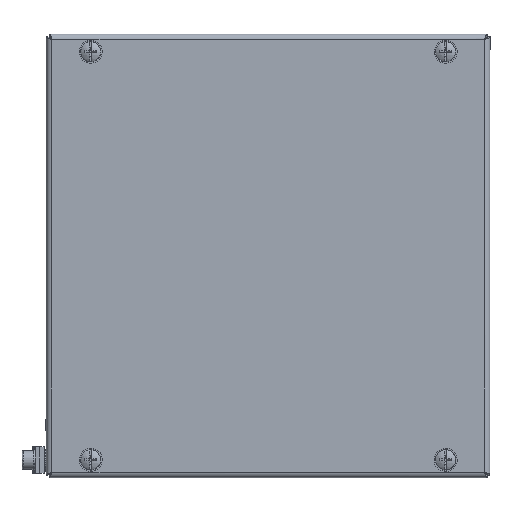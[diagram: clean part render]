
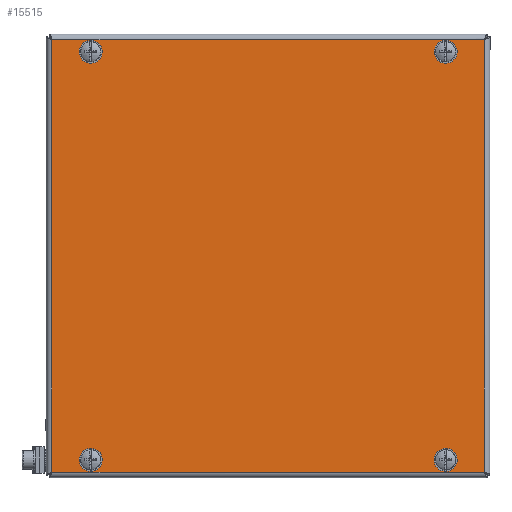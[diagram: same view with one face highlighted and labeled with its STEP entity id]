
A CAD part, top view. The second image highlights one B-rep face of the part: STEP entity #15515.
In plain terms, the highlighted face is planar.
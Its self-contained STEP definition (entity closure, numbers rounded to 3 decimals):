
#192 = FACE_BOUND ( 'NONE', #16614, .T. ) ;
#226 = CARTESIAN_POINT ( 'NONE',  ( -100., 100., 0. ) ) ;
#811 = DIRECTION ( 'NONE',  ( 0., 0., -1. ) ) ;
#1186 = DIRECTION ( 'NONE',  ( -1., 0., 0. ) ) ;
#1427 = CARTESIAN_POINT ( 'NONE',  ( -80., -92., 0. ) ) ;
#1477 = DIRECTION ( 'NONE',  ( 0., 0., -1. ) ) ;
#2300 = EDGE_LOOP ( 'NONE', ( #13087 ) ) ;
#3617 = CARTESIAN_POINT ( 'NONE',  ( 76., 92., 0. ) ) ;
#3662 = FACE_BOUND ( 'NONE', #14153, .T. ) ;
#3771 = AXIS2_PLACEMENT_3D ( 'NONE', #1427, #1477, #1186 ) ;
#3819 = EDGE_LOOP ( 'NONE', ( #9374 ) ) ;
#3822 = CARTESIAN_POINT ( 'NONE',  ( 80., 92., 0. ) ) ;
#4250 = EDGE_CURVE ( 'NONE', #10122, #10122, #7168, .T. ) ;
#4699 = EDGE_CURVE ( 'NONE', #17382, #17382, #16716, .T. ) ;
#4698 = DIRECTION ( 'NONE',  ( 1., 0., 0. ) ) ;
#4741 = DIRECTION ( 'NONE',  ( 0., 0., -1. ) ) ;
#4763 = CARTESIAN_POINT ( 'NONE',  ( -80., 92., 0. ) ) ;
#6552 = AXIS2_PLACEMENT_3D ( 'NONE', #4763, #4741, #4698 ) ;
#6610 = CARTESIAN_POINT ( 'NONE',  ( -76., 92., 0. ) ) ;
#7024 = DIRECTION ( 'NONE',  ( 1., 0., 0. ) ) ;
#7086 = DIRECTION ( 'NONE',  ( 0., 0., -1. ) ) ;
#7168 = CIRCLE ( 'NONE', #8279, 4. ) ;
#7259 = CARTESIAN_POINT ( 'NONE',  ( 80., -92., 0. ) ) ;
#7524 = FACE_BOUND ( 'NONE', #3819, .T. ) ;
#7583 = AXIS2_PLACEMENT_3D ( 'NONE', #226, #17702, #9038 ) ;
#7935 = EDGE_CURVE ( 'NONE', #8329, #8329, #15859, .T. ) ;
#8169 = ORIENTED_EDGE ( 'NONE', *, *, #8507, .T. ) ;
#8279 = AXIS2_PLACEMENT_3D ( 'NONE', #7259, #7086, #7024 ) ;
#8317 = EDGE_CURVE ( 'NONE', #11763, #11763, #12293, .T. ) ;
#8329 = VERTEX_POINT ( 'NONE', #6610 ) ;
#8507 = EDGE_CURVE ( 'NONE', #14767, #15638, #11454, .T. ) ;
#8551 = CARTESIAN_POINT ( 'NONE',  ( 97.5, 97.5, 0. ) ) ;
#8584 = EDGE_CURVE ( 'NONE', #15638, #9629, #10938, .T. ) ;
#8615 = EDGE_CURVE ( 'NONE', #9629, #8952, #11255, .T. ) ;
#8645 = EDGE_CURVE ( 'NONE', #8952, #14767, #10496, .T. ) ;
#8952 = VERTEX_POINT ( 'NONE', #8551 ) ;
#9038 = DIRECTION ( 'NONE',  ( 1., 0., 0. ) ) ;
#9087 = CARTESIAN_POINT ( 'NONE',  ( 97.5, -97.5, 0. ) ) ;
#9374 = ORIENTED_EDGE ( 'NONE', *, *, #4250, .F. ) ;
#9512 = CARTESIAN_POINT ( 'NONE',  ( -84., -92., 0. ) ) ;
#9629 = VERTEX_POINT ( 'NONE', #16824 ) ;
#10122 = VERTEX_POINT ( 'NONE', #10866 ) ;
#10496 = LINE ( 'NONE', #13380, #10699 ) ;
#10574 = VECTOR ( 'NONE', #13651, 1000. ) ;
#10699 = VECTOR ( 'NONE', #13320, 1000. ) ;
#10866 = CARTESIAN_POINT ( 'NONE',  ( 84., -92., 0. ) ) ;
#10938 = LINE ( 'NONE', #15148, #11011 ) ;
#11011 = VECTOR ( 'NONE', #15060, 1000. ) ;
#11191 = DIRECTION ( 'NONE',  ( -1., 0., 0. ) ) ;
#11255 = LINE ( 'NONE', #13594, #10574 ) ;
#11454 = LINE ( 'NONE', #17102, #11940 ) ;
#11763 = VERTEX_POINT ( 'NONE', #9512 ) ;
#11865 = FACE_BOUND ( 'NONE', #2300, .T. ) ;
#11940 = VECTOR ( 'NONE', #17053, 1000. ) ;
#12006 = AXIS2_PLACEMENT_3D ( 'NONE', #3822, #811, #11191 ) ;
#12189 = EDGE_LOOP ( 'NONE', ( #8169, #16281, #12593, #13181 ) ) ;
#12293 = CIRCLE ( 'NONE', #3771, 4. ) ;
#12593 = ORIENTED_EDGE ( 'NONE', *, *, #8615, .T. ) ;
#13087 = ORIENTED_EDGE ( 'NONE', *, *, #7935, .F. ) ;
#13181 = ORIENTED_EDGE ( 'NONE', *, *, #8645, .T. ) ;
#13320 = DIRECTION ( 'NONE',  ( 0., -1., 0. ) ) ;
#13380 = CARTESIAN_POINT ( 'NONE',  ( 97.5, 98.743, 0. ) ) ;
#13594 = CARTESIAN_POINT ( 'NONE',  ( -98.743, 97.5, 0. ) ) ;
#13651 = DIRECTION ( 'NONE',  ( 1., 0., 0. ) ) ;
#14153 = EDGE_LOOP ( 'NONE', ( #18578 ) ) ;
#14767 = VERTEX_POINT ( 'NONE', #9087 ) ;
#15060 = DIRECTION ( 'NONE',  ( 0., 1., 0. ) ) ;
#15097 = ORIENTED_EDGE ( 'NONE', *, *, #8317, .F. ) ;
#15148 = CARTESIAN_POINT ( 'NONE',  ( -97.5, -98.743, 0. ) ) ;
#15515 = ADVANCED_FACE ( 'NONE', ( #7524, #192, #11865, #3662, #18591 ), #16271, .F. ) ;
#15638 = VERTEX_POINT ( 'NONE', #17995 ) ;
#15859 = CIRCLE ( 'NONE', #6552, 4. ) ;
#16271 = PLANE ( 'NONE',  #7583 ) ;
#16281 = ORIENTED_EDGE ( 'NONE', *, *, #8584, .T. ) ;
#16614 = EDGE_LOOP ( 'NONE', ( #15097 ) ) ;
#16716 = CIRCLE ( 'NONE', #12006, 4. ) ;
#16824 = CARTESIAN_POINT ( 'NONE',  ( -97.5, 97.5, 0. ) ) ;
#17053 = DIRECTION ( 'NONE',  ( -1., 0., 0. ) ) ;
#17102 = CARTESIAN_POINT ( 'NONE',  ( 98.743, -97.5, 0. ) ) ;
#17382 = VERTEX_POINT ( 'NONE', #3617 ) ;
#17702 = DIRECTION ( 'NONE',  ( 0., 0., 1. ) ) ;
#17995 = CARTESIAN_POINT ( 'NONE',  ( -97.5, -97.5, 0. ) ) ;
#18578 = ORIENTED_EDGE ( 'NONE', *, *, #4699, .F. ) ;
#18591 = FACE_OUTER_BOUND ( 'NONE', #12189, .T. ) ;
